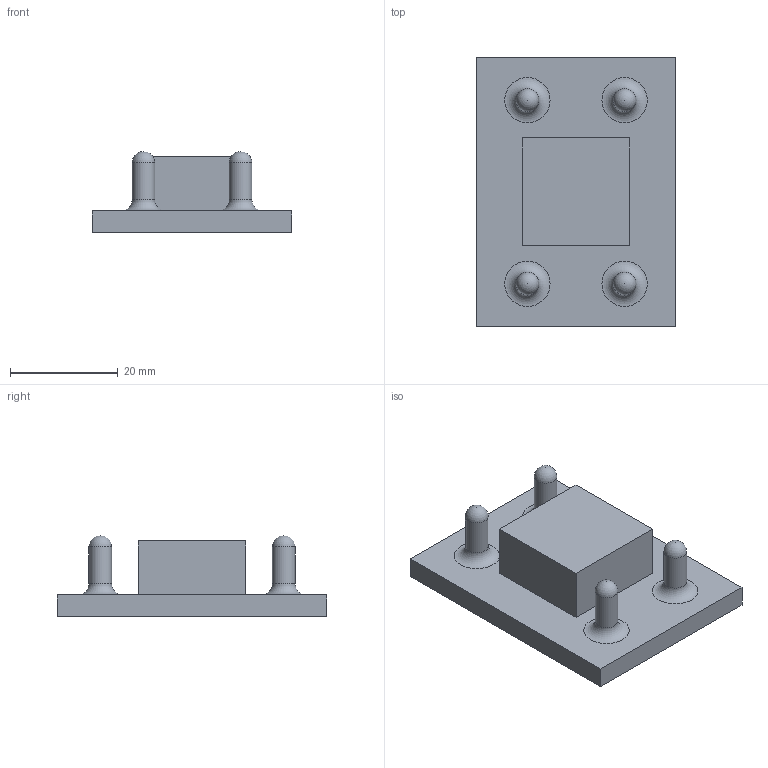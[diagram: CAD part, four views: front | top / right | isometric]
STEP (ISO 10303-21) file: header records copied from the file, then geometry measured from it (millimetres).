
FILE_DESCRIPTION(/* description */ (''),/* implementation_level */ '2;1');
FILE_NAME(/* name */ 'PDMS Chamber-Mold-V8 Steven.stp',/* time_stamp */ '2022-05-16T13:38:57-04:00',/* author */ ('sw_yw'),/* organization */ (''),/* preprocessor_version */ 'ST-DEVELOPER v18.1',/* originating_system */ 'Autodesk Inventor 2022',/* authorisation */ '');
FILE_SCHEMA (('AUTOMOTIVE_DESIGN { 1 0 10303 214 3 1 1 }'));
Length unit declared in the file: millimetre
Products named in the file (1): PDMS Chamber-Mold-V8 Steven
Bounding box: 37 x 50 x 15 mm (x, y, z)
Volume: 12031.9 mm3; surface area: 5681.4 mm2
Topology: 1 solids, 1 shells, 23 faces, 56 edges, 36 vertices
Faces by surface type: plane 11, torus 4, cylinder 4, sphere 4
Full cylindrical faces by diameter (mm): 4.2 x4
Entity records: 703 total; most frequent: DIRECTION 124, CARTESIAN_POINT 112, ORIENTED_EDGE 104, EDGE_CURVE 52, AXIS2_PLACEMENT_3D 48, VERTEX_POINT 36, LINE 28, VECTOR 28
